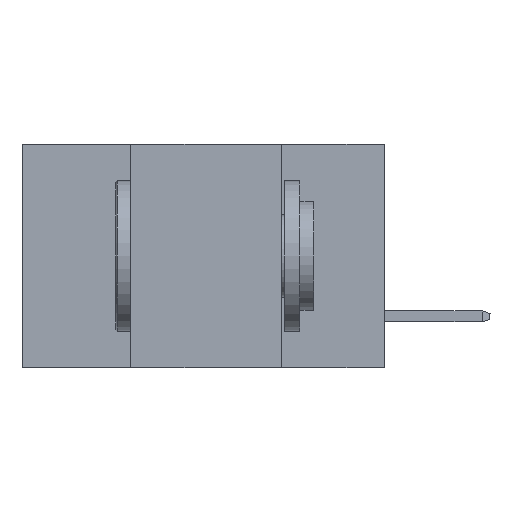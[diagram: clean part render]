
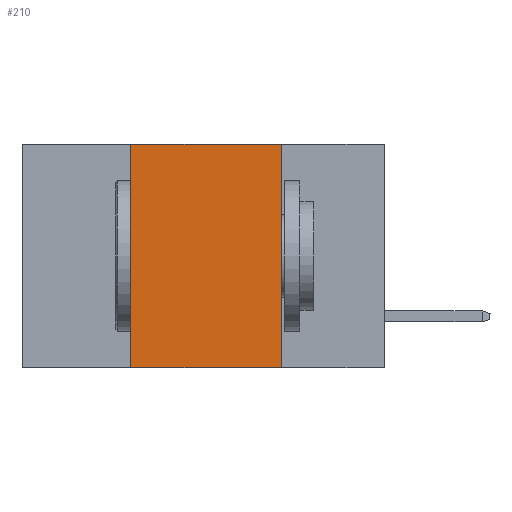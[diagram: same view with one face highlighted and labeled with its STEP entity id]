
A CAD part, left-side view. The second image highlights one B-rep face of the part: STEP entity #210.
In plain terms, the highlighted planar face has unit normal (-1, 0, 0).
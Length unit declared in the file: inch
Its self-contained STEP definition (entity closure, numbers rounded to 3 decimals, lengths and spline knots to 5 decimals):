
#210 = ADVANCED_FACE ( 'NONE', ( #18387 ), #4599, .F. ) ;
#224 = DIRECTION ( 'NONE',  ( 0., 0., -1. ) ) ;
#306 = ORIENTED_EDGE ( 'NONE', *, *, #17492, .F. ) ;
#869 = LINE ( 'NONE', #8441, #7158 ) ;
#1388 = CARTESIAN_POINT ( 'NONE',  ( 0., 0.42, -0.37 ) ) ;
#2459 = VERTEX_POINT ( 'NONE', #3118 ) ;
#3041 = DIRECTION ( 'NONE',  ( 1., 0., 0. ) ) ;
#3087 = DIRECTION ( 'NONE',  ( 0., -1., 0. ) ) ;
#3118 = CARTESIAN_POINT ( 'NONE',  ( 0., 0.17, -0.37 ) ) ;
#4599 = PLANE ( 'NONE',  #9603 ) ;
#6630 = EDGE_LOOP ( 'NONE', ( #14346, #306, #11173, #9177 ) ) ;
#7025 = CARTESIAN_POINT ( 'NONE',  ( 0., 0.17, 0. ) ) ;
#7063 = VECTOR ( 'NONE', #15955, 39.37008 ) ;
#7155 = VERTEX_POINT ( 'NONE', #15887 ) ;
#7158 = VECTOR ( 'NONE', #16927, 39.37008 ) ;
#8441 = CARTESIAN_POINT ( 'NONE',  ( 0., 0.42, 0. ) ) ;
#8568 = VERTEX_POINT ( 'NONE', #7025 ) ;
#9177 = ORIENTED_EDGE ( 'NONE', *, *, #9404, .T. ) ;
#9404 = EDGE_CURVE ( 'NONE', #13674, #2459, #13548, .T. ) ;
#9501 = DIRECTION ( 'NONE',  ( 0., -1., 0. ) ) ;
#9603 = AXIS2_PLACEMENT_3D ( 'NONE', #14583, #3041, #224 ) ;
#10065 = VECTOR ( 'NONE', #9501, 39.37008 ) ;
#10507 = LINE ( 'NONE', #13739, #10065 ) ;
#11173 = ORIENTED_EDGE ( 'NONE', *, *, #16628, .F. ) ;
#11294 = VECTOR ( 'NONE', #3087, 39.37008 ) ;
#13548 = LINE ( 'NONE', #14508, #11294 ) ;
#13674 = VERTEX_POINT ( 'NONE', #1388 ) ;
#13703 = EDGE_CURVE ( 'NONE', #8568, #2459, #15556, .T. ) ;
#13739 = CARTESIAN_POINT ( 'NONE',  ( 0., 0.6, 0. ) ) ;
#14346 = ORIENTED_EDGE ( 'NONE', *, *, #13703, .F. ) ;
#14508 = CARTESIAN_POINT ( 'NONE',  ( 0., 0.6, -0.37 ) ) ;
#14583 = CARTESIAN_POINT ( 'NONE',  ( 0., 0.6, 0. ) ) ;
#15556 = LINE ( 'NONE', #17479, #7063 ) ;
#15887 = CARTESIAN_POINT ( 'NONE',  ( 0., 0.42, 0. ) ) ;
#15955 = DIRECTION ( 'NONE',  ( 0., 0., -1. ) ) ;
#16628 = EDGE_CURVE ( 'NONE', #13674, #7155, #869, .T. ) ;
#16927 = DIRECTION ( 'NONE',  ( 0., 0., 1. ) ) ;
#17479 = CARTESIAN_POINT ( 'NONE',  ( 0., 0.17, 0. ) ) ;
#17492 = EDGE_CURVE ( 'NONE', #7155, #8568, #10507, .T. ) ;
#18387 = FACE_OUTER_BOUND ( 'NONE', #6630, .T. ) ;
